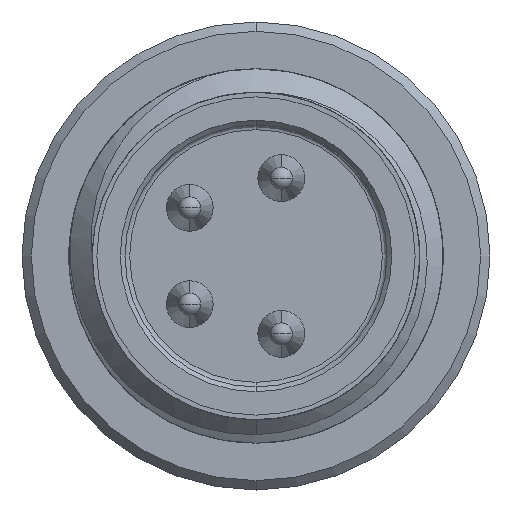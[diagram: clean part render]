
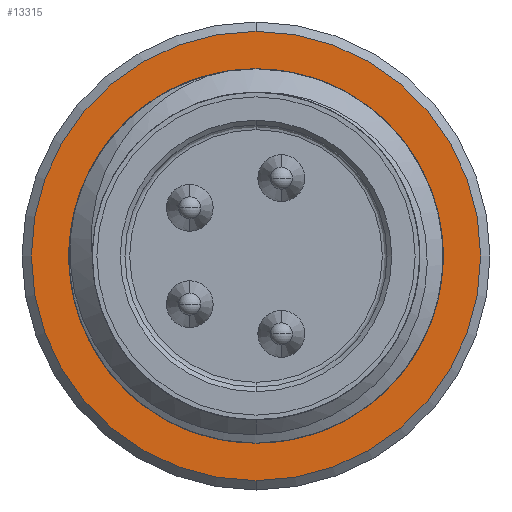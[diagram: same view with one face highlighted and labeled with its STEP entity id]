
A CAD part, left-side view. The second image highlights one B-rep face of the part: STEP entity #13315.
In plain terms, the highlighted planar face has unit normal (-1, 0, 0).
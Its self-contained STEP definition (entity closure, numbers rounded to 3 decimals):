
#4516 = ORIENTED_EDGE ( 'NONE', *, *, #31826, .F. ) ;
#5170 = DIRECTION ( 'NONE',  ( 0., 0., -1. ) ) ;
#5837 = DIRECTION ( 'NONE',  ( -1., 0., 0. ) ) ;
#5946 = CIRCLE ( 'NONE', #21966, 4. ) ;
#7428 = AXIS2_PLACEMENT_3D ( 'NONE', #11249, #8849, #11804 ) ;
#7962 = CARTESIAN_POINT ( 'NONE',  ( 5., 0., 0. ) ) ;
#7994 = VERTEX_POINT ( 'NONE', #12175 ) ;
#8320 = FACE_BOUND ( 'NONE', #9989, .T. ) ;
#8490 = CIRCLE ( 'NONE', #26852, 4.8 ) ;
#8849 = DIRECTION ( 'NONE',  ( -1., 0., 0. ) ) ;
#9484 = VERTEX_POINT ( 'NONE', #33672 ) ;
#9989 = EDGE_LOOP ( 'NONE', ( #16105, #4516 ) ) ;
#10171 = DIRECTION ( 'NONE',  ( -1., 0., 0. ) ) ;
#11249 = CARTESIAN_POINT ( 'NONE',  ( 5., 0., 0. ) ) ;
#11625 = VERTEX_POINT ( 'NONE', #31766 ) ;
#11804 = DIRECTION ( 'NONE',  ( 0., 0., 1. ) ) ;
#12175 = CARTESIAN_POINT ( 'NONE',  ( 5., 0., 4.8 ) ) ;
#12949 = CARTESIAN_POINT ( 'NONE',  ( 5., 0., -4. ) ) ;
#13315 = ADVANCED_FACE ( 'NONE', ( #19833, #8320 ), #16878, .F. ) ;
#13854 = ORIENTED_EDGE ( 'NONE', *, *, #23757, .T. ) ;
#15487 = AXIS2_PLACEMENT_3D ( 'NONE', #18924, #10171, #16127 ) ;
#16105 = ORIENTED_EDGE ( 'NONE', *, *, #23447, .F. ) ;
#16127 = DIRECTION ( 'NONE',  ( 0., 0., -1. ) ) ;
#16878 = PLANE ( 'NONE',  #25801 ) ;
#18924 = CARTESIAN_POINT ( 'NONE',  ( 5., 0., 0. ) ) ;
#19286 = CARTESIAN_POINT ( 'NONE',  ( 5., 4., 0. ) ) ;
#19299 = DIRECTION ( 'NONE',  ( -1., 0., 0. ) ) ;
#19833 = FACE_OUTER_BOUND ( 'NONE', #34638, .T. ) ;
#21966 = AXIS2_PLACEMENT_3D ( 'NONE', #7962, #19299, #30597 ) ;
#22375 = DIRECTION ( 'NONE',  ( 0., 0., -1. ) ) ;
#23447 = EDGE_CURVE ( 'NONE', #9484, #30471, #5946, .T. ) ;
#23757 = EDGE_CURVE ( 'NONE', #11625, #7994, #32651, .T. ) ;
#25302 = CARTESIAN_POINT ( 'NONE',  ( 5., 0., 0. ) ) ;
#25801 = AXIS2_PLACEMENT_3D ( 'NONE', #19286, #36503, #5170 ) ;
#26378 = EDGE_CURVE ( 'NONE', #7994, #11625, #8490, .T. ) ;
#26852 = AXIS2_PLACEMENT_3D ( 'NONE', #25302, #5837, #22375 ) ;
#29929 = CIRCLE ( 'NONE', #7428, 4. ) ;
#30471 = VERTEX_POINT ( 'NONE', #12949 ) ;
#30597 = DIRECTION ( 'NONE',  ( 0., 0., 1. ) ) ;
#31766 = CARTESIAN_POINT ( 'NONE',  ( 5., 0., -4.8 ) ) ;
#31826 = EDGE_CURVE ( 'NONE', #30471, #9484, #29929, .T. ) ;
#32651 = CIRCLE ( 'NONE', #15487, 4.8 ) ;
#32847 = ORIENTED_EDGE ( 'NONE', *, *, #26378, .T. ) ;
#33672 = CARTESIAN_POINT ( 'NONE',  ( 5., 0., 4. ) ) ;
#34638 = EDGE_LOOP ( 'NONE', ( #13854, #32847 ) ) ;
#36503 = DIRECTION ( 'NONE',  ( 1., 0., 0. ) ) ;
